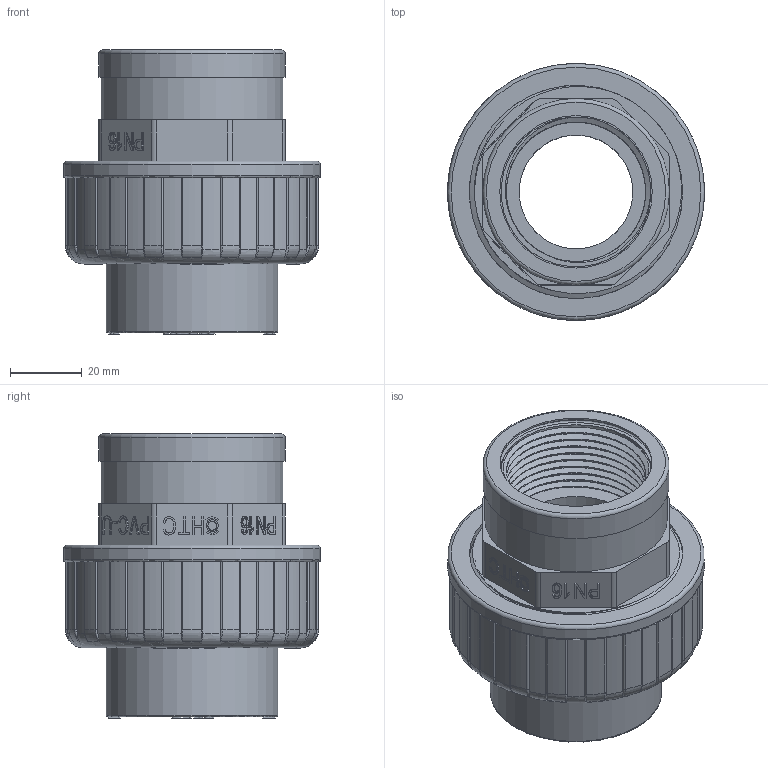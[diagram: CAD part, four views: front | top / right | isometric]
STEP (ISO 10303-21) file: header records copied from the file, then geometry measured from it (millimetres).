
FILE_DESCRIPTION(/* description */ (''),/* implementation_level */ '2;1');
FILE_NAME(/* name */ 'VIC040040+铁圈.stp',/* time_stamp */ '2025-05-09T09:20:24+08:00',/* author */ (''),/* organization */ (''),/* preprocessor_version */ 'ST-DEVELOPER v16.7',/* originating_system */ 'SIEMENS PLM Software NX 12.0',/* authorisation */ '');
FILE_SCHEMA (('AUTOMOTIVE_DESIGN { 1 0 10303 214 3 1 1 1 }'));
Products named in the file (1): Admi38C49DCEywxq
Bounding box: 71.8 x 71.8 x 79.4 mm (x, y, z)
Volume: 85409.4 mm3; surface area: 58161.6 mm2
Topology: 4 solids, 5 shells, 1607 faces, 4438 edges, 2929 vertices
Faces by surface type: plane 1124, extrusion 251, cylinder 151, bspline 49, torus 31, cone 1
Full cylindrical faces by diameter (mm): 1.3 x1, 1.5 x1, 1.95 x1, 2.25 x1, 2.486 x1, 3.315 x1, 31.8 x1, 31.9 x1, 40 x1, 41.91 x9, 42.6 x1, 45 x1, 48 x1, 50 x1, 51 x1, 51.1 x1, 51.5 x1, 52 x1, 52.1 x1, 55.9 x1, 56.656 x7, 59.614 x8, 71.8 x1
Entity records: 61014 total; most frequent: CARTESIAN_POINT 23021, ORIENTED_EDGE 8630, DIRECTION 6291, EDGE_CURVE 4315, VECTOR 3087, VERTEX_POINT 2866, LINE 2836, EDGE_LOOP 1716
